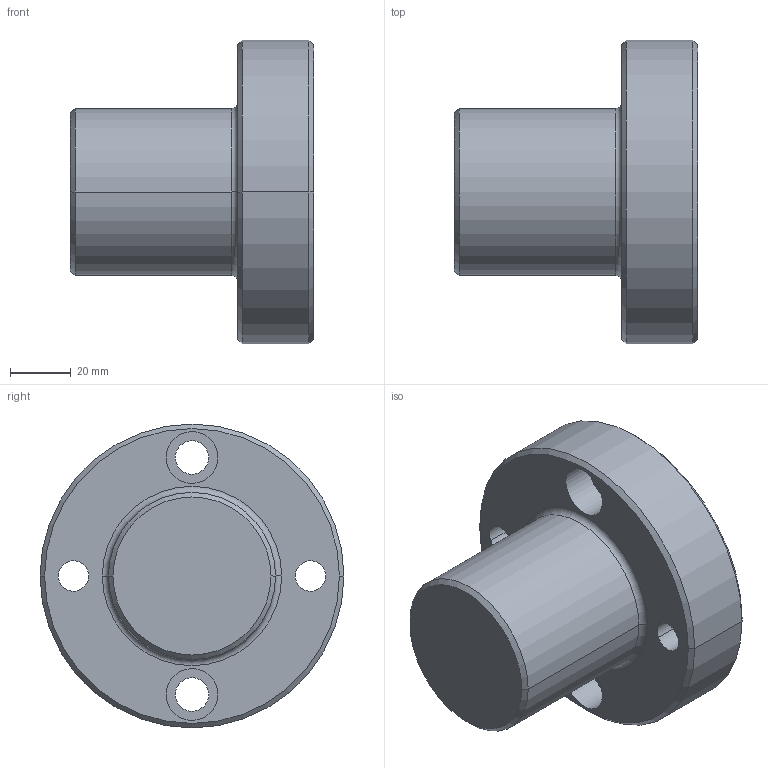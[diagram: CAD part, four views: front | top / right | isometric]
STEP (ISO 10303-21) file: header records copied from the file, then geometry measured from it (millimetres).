
FILE_DESCRIPTION(('CATIA V5 STEP Exchange'),'2;1');
FILE_NAME('SE_4.stp','2014-10-27T14:58:53+00:00',('none'),('none'),'CATIA Version 5 Release 19 SP 2 (IN-10)','CATIA V5 STEP AP203','none');
FILE_SCHEMA(('CONFIG_CONTROL_DESIGN'));
Length unit declared in the file: millimetre
Products named in the file (1): SE_4
Bounding box: 80 x 100 x 100 mm (x, y, z)
Volume: 314698.8 mm3; surface area: 35225.1 mm2
Topology: 1 solids, 1 shells, 29 faces, 64 edges, 40 vertices
Faces by surface type: cylinder 16, cone 6, plane 5, torus 2
Entity records: 787 total; most frequent: ORIENTED_EDGE 128, CARTESIAN_POINT 125, DIRECTION 104, EDGE_CURVE 64, AXIS2_PLACEMENT_3D 63, CIRCLE 42, EDGE_LOOP 40, VERTEX_POINT 40
